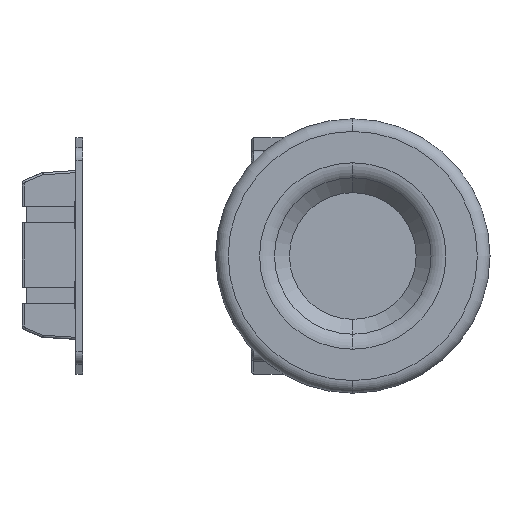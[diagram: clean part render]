
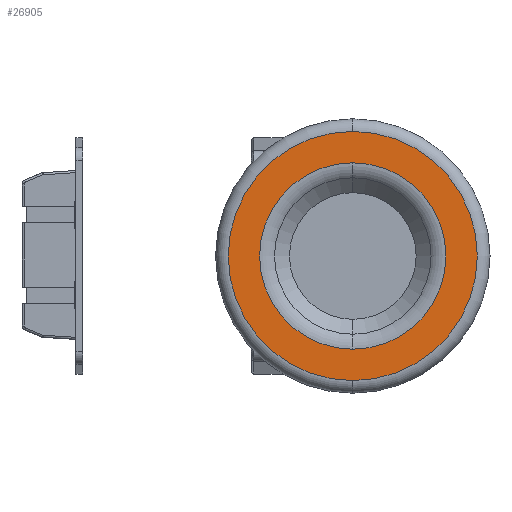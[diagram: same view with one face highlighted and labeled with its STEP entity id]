
A CAD part, left-side view. The second image highlights one B-rep face of the part: STEP entity #26905.
In plain terms, the highlighted planar face has unit normal (-1, 0, 0).
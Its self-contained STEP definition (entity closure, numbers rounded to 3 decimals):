
#80 = DIRECTION ( 'NONE',  ( 1., 0., 0. ) ) ;
#656 = VERTEX_POINT ( 'NONE', #1907 ) ;
#1060 = EDGE_LOOP ( 'NONE', ( #12442, #14866 ) ) ;
#1664 = CARTESIAN_POINT ( 'NONE',  ( 0., 0., -22.071 ) ) ;
#1907 = CARTESIAN_POINT ( 'NONE',  ( 0., 0., -29.5 ) ) ;
#2410 = CIRCLE ( 'NONE', #6828, 22.071 ) ;
#3247 = AXIS2_PLACEMENT_3D ( 'NONE', #19087, #30889, #21406 ) ;
#3460 = DIRECTION ( 'NONE',  ( -1., 0., 0. ) ) ;
#4279 = CIRCLE ( 'NONE', #28452, 22.071 ) ;
#4313 = FACE_BOUND ( 'NONE', #19027, .T. ) ;
#4876 = EDGE_CURVE ( 'NONE', #17860, #656, #15016, .T. ) ;
#6828 = AXIS2_PLACEMENT_3D ( 'NONE', #24137, #80, #14418 ) ;
#6909 = ORIENTED_EDGE ( 'NONE', *, *, #18081, .T. ) ;
#6960 = DIRECTION ( 'NONE',  ( 0., 0., -1. ) ) ;
#8311 = DIRECTION ( 'NONE',  ( 0., 0., -1. ) ) ;
#8352 = EDGE_CURVE ( 'NONE', #26107, #20916, #4279, .T. ) ;
#9124 = FACE_OUTER_BOUND ( 'NONE', #1060, .T. ) ;
#10853 = DIRECTION ( 'NONE',  ( 1., 0., 0. ) ) ;
#12442 = ORIENTED_EDGE ( 'NONE', *, *, #16736, .T. ) ;
#13301 = CARTESIAN_POINT ( 'NONE',  ( 0., 0., 0. ) ) ;
#14418 = DIRECTION ( 'NONE',  ( 0., 0., -1. ) ) ;
#14866 = ORIENTED_EDGE ( 'NONE', *, *, #4876, .T. ) ;
#15016 = CIRCLE ( 'NONE', #17057, 29.5 ) ;
#15508 = CARTESIAN_POINT ( 'NONE',  ( 0., 0., 29.5 ) ) ;
#15730 = DIRECTION ( 'NONE',  ( 0., 0., -1. ) ) ;
#15740 = ORIENTED_EDGE ( 'NONE', *, *, #8352, .T. ) ;
#16567 = CARTESIAN_POINT ( 'NONE',  ( 0., 0., 0. ) ) ;
#16736 = EDGE_CURVE ( 'NONE', #656, #17860, #28884, .T. ) ;
#17057 = AXIS2_PLACEMENT_3D ( 'NONE', #16567, #21420, #6960 ) ;
#17860 = VERTEX_POINT ( 'NONE', #15508 ) ;
#18081 = EDGE_CURVE ( 'NONE', #20916, #26107, #2410, .T. ) ;
#19027 = EDGE_LOOP ( 'NONE', ( #6909, #15740 ) ) ;
#19087 = CARTESIAN_POINT ( 'NONE',  ( 0., 0., 0. ) ) ;
#19984 = CARTESIAN_POINT ( 'NONE',  ( 0., 0., 22.071 ) ) ;
#20916 = VERTEX_POINT ( 'NONE', #1664 ) ;
#21406 = DIRECTION ( 'NONE',  ( 0., 0., -1. ) ) ;
#21420 = DIRECTION ( 'NONE',  ( -1., 0., 0. ) ) ;
#21604 = PLANE ( 'NONE',  #3247 ) ;
#24137 = CARTESIAN_POINT ( 'NONE',  ( 0., 0., 0. ) ) ;
#24407 = AXIS2_PLACEMENT_3D ( 'NONE', #27907, #3460, #8311 ) ;
#26107 = VERTEX_POINT ( 'NONE', #19984 ) ;
#26905 = ADVANCED_FACE ( 'NONE', ( #4313, #9124 ), #21604, .F. ) ;
#27907 = CARTESIAN_POINT ( 'NONE',  ( 0., 0., 0. ) ) ;
#28452 = AXIS2_PLACEMENT_3D ( 'NONE', #13301, #10853, #15730 ) ;
#28884 = CIRCLE ( 'NONE', #24407, 29.5 ) ;
#30889 = DIRECTION ( 'NONE',  ( 1., 0., 0. ) ) ;
